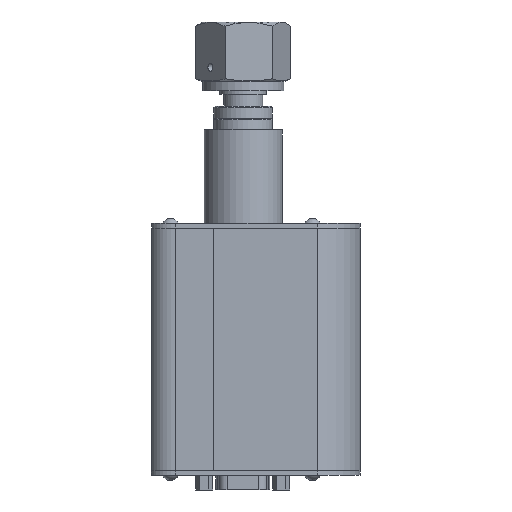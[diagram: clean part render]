
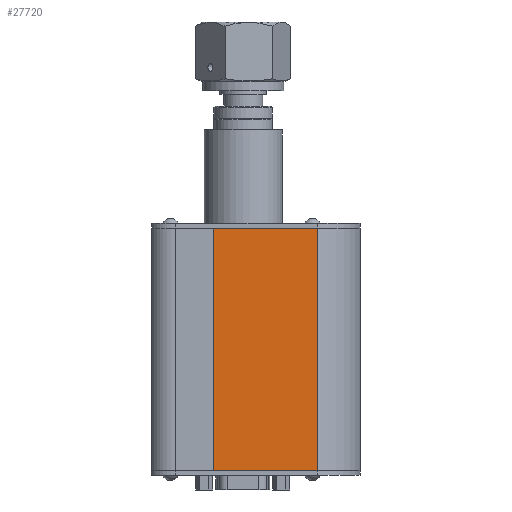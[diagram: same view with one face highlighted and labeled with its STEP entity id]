
A CAD part, left-side view. The second image highlights one B-rep face of the part: STEP entity #27720.
In plain terms, the highlighted planar face has unit normal (-1, 0, 0).
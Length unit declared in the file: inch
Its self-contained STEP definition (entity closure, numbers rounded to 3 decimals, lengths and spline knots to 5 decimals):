
#1068 = FACE_OUTER_BOUND ( 'NONE', #103446, .T. ) ;
#14918 = DIRECTION ( 'NONE',  ( 1., 0., 0. ) ) ;
#17981 = CARTESIAN_POINT ( 'NONE',  ( -1.4, -0.24026, 3.1 ) ) ;
#19600 = VECTOR ( 'NONE', #86343, 39.37008 ) ;
#19617 = VERTEX_POINT ( 'NONE', #103569 ) ;
#20768 = LINE ( 'NONE', #86830, #19600 ) ;
#22798 = ORIENTED_EDGE ( 'NONE', *, *, #139049, .F. ) ;
#27720 = ADVANCED_FACE ( 'NONE', ( #1068 ), #116100, .F. ) ;
#35571 = EDGE_CURVE ( 'NONE', #19617, #150120, #92868, .T. ) ;
#36821 = AXIS2_PLACEMENT_3D ( 'NONE', #113585, #14918, #112570 ) ;
#47765 = DIRECTION ( 'NONE',  ( 0., 0., -1. ) ) ;
#49032 = VERTEX_POINT ( 'NONE', #76852 ) ;
#72084 = VECTOR ( 'NONE', #125429, 39.37008 ) ;
#76852 = CARTESIAN_POINT ( 'NONE',  ( -1.4, 1.09385, 3.1 ) ) ;
#86343 = DIRECTION ( 'NONE',  ( 0., -1., 0. ) ) ;
#86830 = CARTESIAN_POINT ( 'NONE',  ( -1.4, 1.09385, 3.1 ) ) ;
#92868 = LINE ( 'NONE', #135837, #99891 ) ;
#96630 = EDGE_CURVE ( 'NONE', #49032, #142725, #20768, .T. ) ;
#98733 = VECTOR ( 'NONE', #47765, 39.37008 ) ;
#99891 = VECTOR ( 'NONE', #135671, 39.37008 ) ;
#102479 = ORIENTED_EDGE ( 'NONE', *, *, #151868, .T. ) ;
#103446 = EDGE_LOOP ( 'NONE', ( #146194, #22798, #144180, #102479 ) ) ;
#103540 = CARTESIAN_POINT ( 'NONE',  ( -1.4, -0.24026, 0. ) ) ;
#103569 = CARTESIAN_POINT ( 'NONE',  ( -1.4, 1.09385, 0. ) ) ;
#112570 = DIRECTION ( 'NONE',  ( 0., 1., 0. ) ) ;
#113585 = CARTESIAN_POINT ( 'NONE',  ( -1.4, 1.09385, 3.1 ) ) ;
#116100 = PLANE ( 'NONE',  #36821 ) ;
#121963 = LINE ( 'NONE', #17981, #98733 ) ;
#123907 = CARTESIAN_POINT ( 'NONE',  ( -1.4, -0.24026, 3.1 ) ) ;
#125429 = DIRECTION ( 'NONE',  ( 0., 0., -1. ) ) ;
#125794 = CARTESIAN_POINT ( 'NONE',  ( -1.4, 1.09385, 3.1 ) ) ;
#135671 = DIRECTION ( 'NONE',  ( 0., -1., 0. ) ) ;
#135714 = LINE ( 'NONE', #125794, #72084 ) ;
#135837 = CARTESIAN_POINT ( 'NONE',  ( -1.4, 1.09385, 0. ) ) ;
#139049 = EDGE_CURVE ( 'NONE', #142725, #150120, #121963, .T. ) ;
#142725 = VERTEX_POINT ( 'NONE', #123907 ) ;
#144180 = ORIENTED_EDGE ( 'NONE', *, *, #96630, .F. ) ;
#146194 = ORIENTED_EDGE ( 'NONE', *, *, #35571, .T. ) ;
#150120 = VERTEX_POINT ( 'NONE', #103540 ) ;
#151868 = EDGE_CURVE ( 'NONE', #49032, #19617, #135714, .T. ) ;
